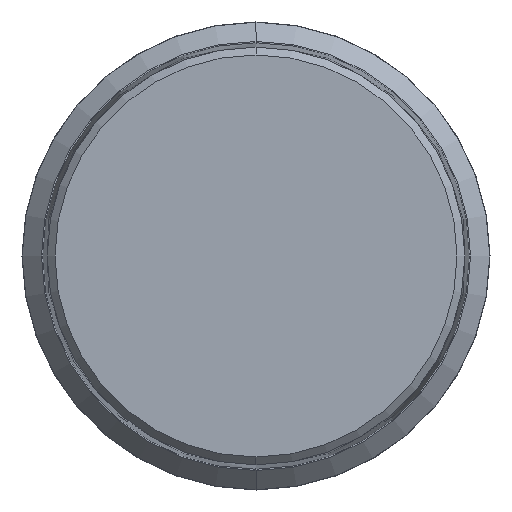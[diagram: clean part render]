
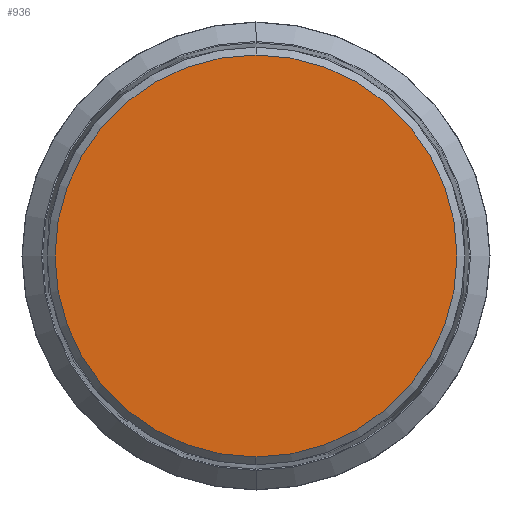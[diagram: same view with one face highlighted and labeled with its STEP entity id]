
A CAD part, front view. The second image highlights one B-rep face of the part: STEP entity #936.
In plain terms, the highlighted planar face has unit normal (0, -1, 0).
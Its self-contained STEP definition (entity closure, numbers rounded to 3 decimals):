
#936=ADVANCED_FACE('',(#1804),#1805,.T.);
#1804=FACE_OUTER_BOUND('',#2628,.T.);
#1805=PLANE('',#2629);
#2628=EDGE_LOOP('',(#4775,#4776));
#2629=AXIS2_PLACEMENT_3D('',#4777,#4778,#4779);
#4775=ORIENTED_EDGE('',*,*,#5570,.T.);
#4776=ORIENTED_EDGE('',*,*,#5598,.T.);
#4777=CARTESIAN_POINT('',(0.0,-10.0,3.865));
#4778=DIRECTION('',(0.0,-1.0,0.0));
#4779=DIRECTION('',(0.0,0.0,1.0));
#5570=EDGE_CURVE('',#6697,#6701,#6703,.T.);
#5598=EDGE_CURVE('',#6701,#6697,#6741,.T.);
#6697=VERTEX_POINT('',#8338);
#6701=VERTEX_POINT('',#8343);
#6703=CIRCLE('',#8346,7.731);
#6741=CIRCLE('',#8390,7.731);
#8338=CARTESIAN_POINT('',(0.0,-10.0,7.731));
#8343=CARTESIAN_POINT('',(0.,-10.0,-7.731));
#8346=AXIS2_PLACEMENT_3D('',#9480,#9481,#9482);
#8390=AXIS2_PLACEMENT_3D('',#9522,#9523,#9524);
#9480=CARTESIAN_POINT('',(0.0,-10.0,0.0));
#9481=DIRECTION('',(0.0,-1.0,0.0));
#9482=DIRECTION('',(0.0,0.0,1.0));
#9522=CARTESIAN_POINT('',(0.0,-10.0,0.0));
#9523=DIRECTION('',(0.0,-1.0,0.0));
#9524=DIRECTION('',(0.0,0.0,1.0));
